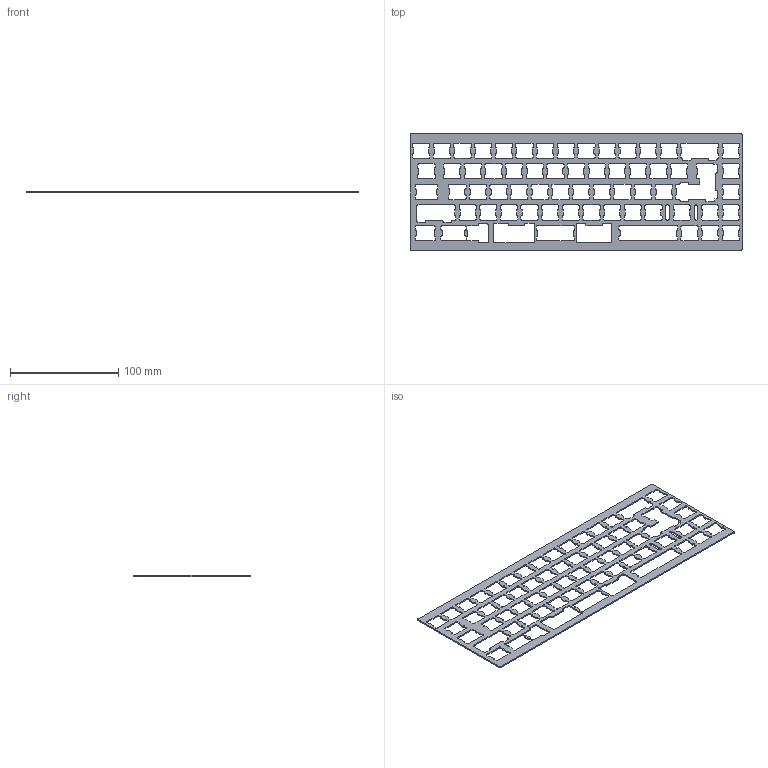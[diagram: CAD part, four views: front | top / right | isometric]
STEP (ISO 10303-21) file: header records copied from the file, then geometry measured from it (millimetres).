
FILE_DESCRIPTION(/* description */ (''),/* implementation_level */ '2;1');
FILE_NAME(/* name */ 'lego65 - default v4.step',/* time_stamp */ '2022-03-25T10:59:43+01:00',/* author */ (''),/* organization */ (''),/* preprocessor_version */ 'ST-DEVELOPER v18.1',/* originating_system */ 'Autodesk Translation Framework v10.13.0.1454',/* authorisation */ '');
FILE_SCHEMA (('AUTOMOTIVE_DESIGN { 1 0 10303 214 3 1 1 }'));
Length unit declared in the file: millimetre
Products named in the file (1): lego65 - default
Bounding box: 306.5 x 108 x 1.2 mm (x, y, z)
Volume: 18770 mm3; surface area: 37746.5 mm2
Topology: 1 solids, 1 shells, 1181 faces, 3537 edges, 2358 vertices
Faces by surface type: plane 619, bspline 550, cylinder 12
Entity records: 42611 total; most frequent: CARTESIAN_POINT 14267, ORIENTED_EDGE 7074, DIRECTION 3725, EDGE_CURVE 3537, LINE 2413, VECTOR 2413, VERTEX_POINT 2358, EDGE_LOOP 1319
